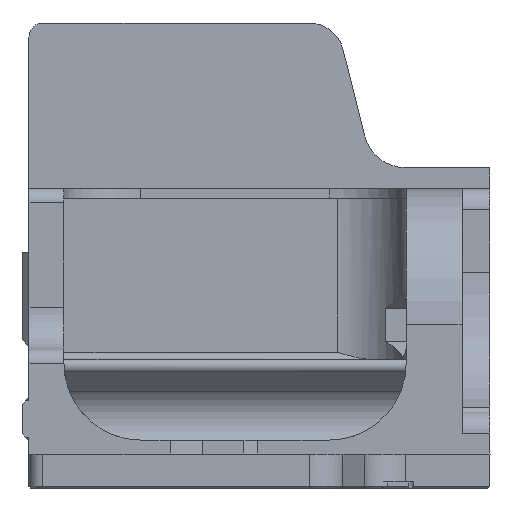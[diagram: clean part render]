
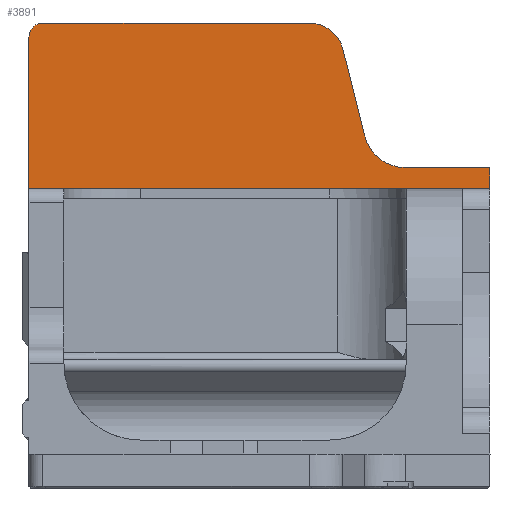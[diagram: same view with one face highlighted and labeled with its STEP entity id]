
A CAD part, front view. The second image highlights one B-rep face of the part: STEP entity #3891.
In plain terms, the highlighted planar face has unit normal (0, -1, 0).
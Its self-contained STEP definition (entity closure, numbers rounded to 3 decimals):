
#214=CIRCLE('',#4110,6.);
#215=CIRCLE('',#4112,2.);
#216=CIRCLE('',#4115,5.);
#383=FACE_OUTER_BOUND('',#603,.T.);
#603=EDGE_LOOP('',(#2794,#2795,#2796,#2797,#2798,#2799,#2800,#2801,#2802));
#824=LINE('',#6085,#1209);
#826=LINE('',#6091,#1211);
#870=LINE('',#6323,#1255);
#871=LINE('',#6325,#1256);
#872=LINE('',#6326,#1257);
#873=LINE('',#6327,#1258);
#1209=VECTOR('',#4589,1.);
#1211=VECTOR('',#4597,1.);
#1255=VECTOR('',#4767,10.);
#1256=VECTOR('',#4768,10.);
#1257=VECTOR('',#4769,10.);
#1258=VECTOR('',#4770,10.);
#1602=VERTEX_POINT('',#6071);
#1603=VERTEX_POINT('',#6073);
#1604=VERTEX_POINT('',#6077);
#1605=VERTEX_POINT('',#6079);
#1606=VERTEX_POINT('',#6083);
#1607=VERTEX_POINT('',#6087);
#1662=VERTEX_POINT('',#6321);
#1663=VERTEX_POINT('',#6322);
#1664=VERTEX_POINT('',#6324);
#2003=EDGE_CURVE('',#1602,#1603,#214,.T.);
#2006=EDGE_CURVE('',#1604,#1605,#215,.T.);
#2008=EDGE_CURVE('',#1606,#1604,#824,.T.);
#2010=EDGE_CURVE('',#1607,#1606,#216,.T.);
#2011=EDGE_CURVE('',#1603,#1607,#826,.T.);
#2092=EDGE_CURVE('',#1662,#1663,#870,.T.);
#2093=EDGE_CURVE('',#1663,#1664,#871,.T.);
#2094=EDGE_CURVE('',#1602,#1664,#872,.T.);
#2095=EDGE_CURVE('',#1605,#1662,#873,.T.);
#2794=ORIENTED_EDGE('',*,*,#2092,.T.);
#2795=ORIENTED_EDGE('',*,*,#2093,.T.);
#2796=ORIENTED_EDGE('',*,*,#2094,.F.);
#2797=ORIENTED_EDGE('',*,*,#2003,.T.);
#2798=ORIENTED_EDGE('',*,*,#2011,.T.);
#2799=ORIENTED_EDGE('',*,*,#2010,.T.);
#2800=ORIENTED_EDGE('',*,*,#2008,.T.);
#2801=ORIENTED_EDGE('',*,*,#2006,.T.);
#2802=ORIENTED_EDGE('',*,*,#2095,.T.);
#3733=PLANE('',#4179);
#3891=ADVANCED_FACE('',(#383),#3733,.T.);
#4110=AXIS2_PLACEMENT_3D('',#6075,#4578,#4579);
#4112=AXIS2_PLACEMENT_3D('',#6081,#4584,#4585);
#4115=AXIS2_PLACEMENT_3D('',#6089,#4593,#4594);
#4179=AXIS2_PLACEMENT_3D('',#6320,#4765,#4766);
#4578=DIRECTION('center_axis',(0.,1.,0.));
#4579=DIRECTION('ref_axis',(-1.,0.,0.));
#4584=DIRECTION('center_axis',(0.,-1.,0.));
#4585=DIRECTION('ref_axis',(-1.,0.,0.));
#4589=DIRECTION('',(-1.,0.,0.));
#4593=DIRECTION('center_axis',(0.,-1.,0.));
#4594=DIRECTION('ref_axis',(-1.,0.,0.));
#4597=DIRECTION('',(-0.244,0.,0.97));
#4765=DIRECTION('center_axis',(0.,-1.,0.));
#4766=DIRECTION('ref_axis',(0.,0.,-1.));
#4767=DIRECTION('',(1.,0.,0.));
#4768=DIRECTION('',(0.,0.,1.));
#4769=DIRECTION('',(1.,0.,0.));
#4770=DIRECTION('',(0.,0.,-1.));
#6071=CARTESIAN_POINT('',(176.107,105.24,-414.2));
#6073=CARTESIAN_POINT('',(170.288,105.24,-409.664));
#6075=CARTESIAN_POINT('Origin',(176.107,105.24,-408.2));
#6077=CARTESIAN_POINT('',(124.22,105.24,-393.5));
#6079=CARTESIAN_POINT('',(122.22,105.24,-395.5));
#6081=CARTESIAN_POINT('Origin',(124.22,105.24,-395.5));
#6083=CARTESIAN_POINT('',(162.322,105.24,-393.5));
#6085=CARTESIAN_POINT('',(188.22,105.24,-393.5));
#6087=CARTESIAN_POINT('',(167.171,105.24,-397.28));
#6089=CARTESIAN_POINT('Origin',(162.323,105.24,-398.5));
#6091=CARTESIAN_POINT('',(169.329,105.24,-405.852));
#6320=CARTESIAN_POINT('Origin',(154.72,105.24,-427.029));
#6321=CARTESIAN_POINT('',(122.22,105.24,-417.2));
#6322=CARTESIAN_POINT('',(188.22,105.24,-417.2));
#6323=CARTESIAN_POINT('',(169.47,105.24,-417.2));
#6324=CARTESIAN_POINT('',(188.22,105.24,-414.2));
#6325=CARTESIAN_POINT('',(188.22,105.24,-443.415));
#6326=CARTESIAN_POINT('',(171.47,105.24,-414.2));
#6327=CARTESIAN_POINT('',(122.22,105.24,-443.415));
